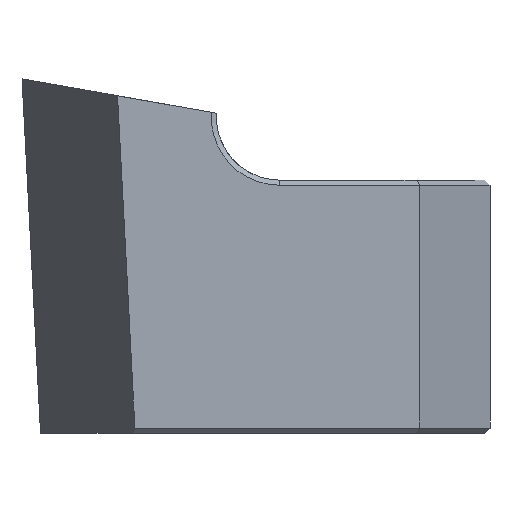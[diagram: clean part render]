
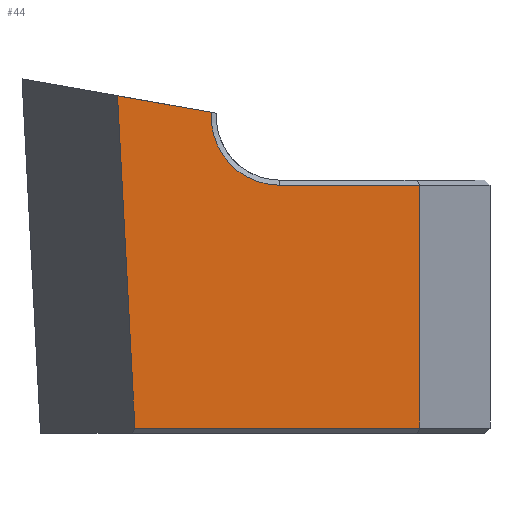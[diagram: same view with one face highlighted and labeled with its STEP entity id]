
A CAD part, left-side view. The second image highlights one B-rep face of the part: STEP entity #44.
In plain terms, the highlighted planar face has unit normal (-1, 0, 0).
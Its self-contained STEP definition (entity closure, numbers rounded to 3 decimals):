
#7 = CARTESIAN_POINT ( 'NONE',  ( -6.55, 2.768, 14. ) ) ;
#10 = EDGE_CURVE ( 'NONE', #851, #368, #100, .T. ) ;
#15 = VECTOR ( 'NONE', #916, 1000. ) ;
#44 = ADVANCED_FACE ( 'NONE', ( #421 ), #750, .F. ) ;
#90 = EDGE_CURVE ( 'NONE', #606, #222, #806, .T. ) ;
#100 = LINE ( 'NONE', #671, #1041 ) ;
#154 = DIRECTION ( 'NONE',  ( 0., 0., -1. ) ) ;
#222 = VERTEX_POINT ( 'NONE', #1060 ) ;
#249 = EDGE_CURVE ( 'NONE', #797, #222, #382, .T. ) ;
#268 = LINE ( 'NONE', #591, #15 ) ;
#290 = AXIS2_PLACEMENT_3D ( 'NONE', #7, #349, #669 ) ;
#349 = DIRECTION ( 'NONE',  ( 1., 0., 0. ) ) ;
#368 = VERTEX_POINT ( 'NONE', #831 ) ;
#379 = CARTESIAN_POINT ( 'NONE',  ( -6.55, 14.036, 0.2 ) ) ;
#382 = LINE ( 'NONE', #699, #869 ) ;
#412 = ORIENTED_EDGE ( 'NONE', *, *, #970, .F. ) ;
#419 = VECTOR ( 'NONE', #154, 1000. ) ;
#421 = FACE_OUTER_BOUND ( 'NONE', #967, .T. ) ;
#488 = CARTESIAN_POINT ( 'NONE',  ( -6.55, 8.32, 9.8 ) ) ;
#507 = VECTOR ( 'NONE', #873, 1000. ) ;
#533 = ORIENTED_EDGE ( 'NONE', *, *, #90, .T. ) ;
#550 = CARTESIAN_POINT ( 'NONE',  ( -6.55, 8.32, 9.8 ) ) ;
#569 = LINE ( 'NONE', #888, #419 ) ;
#582 = DIRECTION ( 'NONE',  ( 0., -1., 0. ) ) ;
#591 = CARTESIAN_POINT ( 'NONE',  ( -6.55, 13.987, -0.733 ) ) ;
#606 = VERTEX_POINT ( 'NONE', #488 ) ;
#669 = DIRECTION ( 'NONE',  ( 0., 1., 0. ) ) ;
#671 = CARTESIAN_POINT ( 'NONE',  ( -6.55, 2.768, 0.2 ) ) ;
#688 = EDGE_CURVE ( 'NONE', #851, #797, #268, .T. ) ;
#699 = CARTESIAN_POINT ( 'NONE',  ( -6.55, -1.836, 10.414 ) ) ;
#731 = ORIENTED_EDGE ( 'NONE', *, *, #10, .T. ) ;
#750 = PLANE ( 'NONE',  #290 ) ;
#766 = ORIENTED_EDGE ( 'NONE', *, *, #688, .F. ) ;
#769 = VERTEX_POINT ( 'NONE', #1012 ) ;
#797 = VERTEX_POINT ( 'NONE', #948 ) ;
#806 = CIRCLE ( 'NONE', #1064, 2.7 ) ;
#831 = CARTESIAN_POINT ( 'NONE',  ( -6.55, 2.768, 0.2 ) ) ;
#835 = ORIENTED_EDGE ( 'NONE', *, *, #249, .F. ) ;
#851 = VERTEX_POINT ( 'NONE', #379 ) ;
#855 = ORIENTED_EDGE ( 'NONE', *, *, #858, .T. ) ;
#858 = EDGE_CURVE ( 'NONE', #769, #606, #1024, .T. ) ;
#869 = VECTOR ( 'NONE', #1025, 1000. ) ;
#873 = DIRECTION ( 'NONE',  ( 0., 1., 0. ) ) ;
#888 = CARTESIAN_POINT ( 'NONE',  ( -6.55, 2.768, 14. ) ) ;
#889 = CARTESIAN_POINT ( 'NONE',  ( -6.55, 8.32, 12.5 ) ) ;
#916 = DIRECTION ( 'NONE',  ( 0., 0.052, 0.999 ) ) ;
#948 = CARTESIAN_POINT ( 'NONE',  ( -6.55, 14.724, 13.334 ) ) ;
#952 = DIRECTION ( 'NONE',  ( 1., 0., 0. ) ) ;
#954 = DIRECTION ( 'NONE',  ( 0., 1., 0. ) ) ;
#967 = EDGE_LOOP ( 'NONE', ( #766, #731, #412, #855, #533, #835 ) ) ;
#970 = EDGE_CURVE ( 'NONE', #769, #368, #569, .T. ) ;
#1012 = CARTESIAN_POINT ( 'NONE',  ( -6.55, 2.768, 9.8 ) ) ;
#1024 = LINE ( 'NONE', #550, #507 ) ;
#1025 = DIRECTION ( 'NONE',  ( 0., -0.985, -0.174 ) ) ;
#1041 = VECTOR ( 'NONE', #582, 1000. ) ;
#1060 = CARTESIAN_POINT ( 'NONE',  ( -6.55, 11.014, 12.68 ) ) ;
#1064 = AXIS2_PLACEMENT_3D ( 'NONE', #889, #952, #954 ) ;
